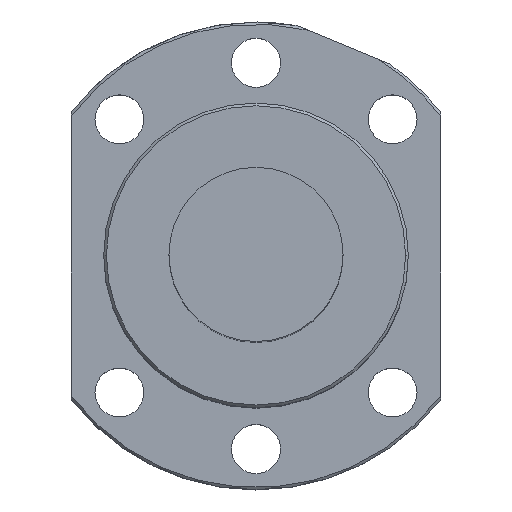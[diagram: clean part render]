
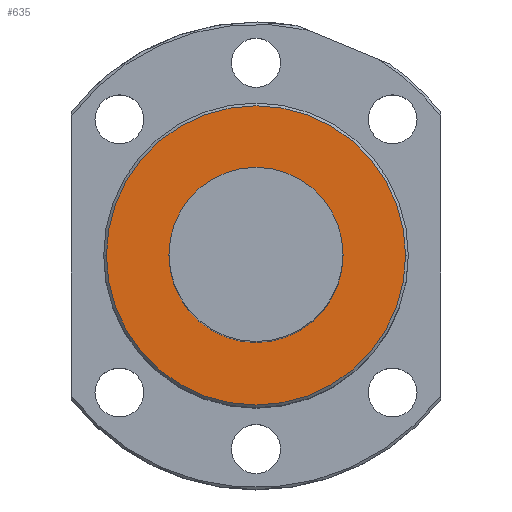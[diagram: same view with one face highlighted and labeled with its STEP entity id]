
A CAD part, top view. The second image highlights one B-rep face of the part: STEP entity #635.
In plain terms, the highlighted face is planar.
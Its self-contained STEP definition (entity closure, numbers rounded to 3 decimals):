
#11 = AXIS2_PLACEMENT_3D ( 'NONE', #723, #722, #714 ) ;
#47 = EDGE_CURVE ( 'NONE', #89, #1453, #1691, .T. ) ;
#89 = VERTEX_POINT ( 'NONE', #1489 ) ;
#108 = FACE_BOUND ( 'NONE', #1897, .T. ) ;
#200 = DIRECTION ( 'NONE',  ( 1., 0., 0. ) ) ;
#201 = ORIENTED_EDGE ( 'NONE', *, *, #47, .F. ) ;
#203 = ORIENTED_EDGE ( 'NONE', *, *, #900, .F. ) ;
#208 = DIRECTION ( 'NONE',  ( 0., 0., -1. ) ) ;
#210 = CARTESIAN_POINT ( 'NONE',  ( 0., 0., -83. ) ) ;
#259 = CIRCLE ( 'NONE', #447, 27.5 ) ;
#267 = CIRCLE ( 'NONE', #326, 16. ) ;
#326 = AXIS2_PLACEMENT_3D ( 'NONE', #210, #208, #200 ) ;
#349 = ORIENTED_EDGE ( 'NONE', *, *, #1226, .T. ) ;
#447 = AXIS2_PLACEMENT_3D ( 'NONE', #828, #826, #825 ) ;
#467 = ORIENTED_EDGE ( 'NONE', *, *, #568, .T. ) ;
#530 = AXIS2_PLACEMENT_3D ( 'NONE', #1545, #1543, #1542 ) ;
#568 = EDGE_CURVE ( 'NONE', #754, #1426, #259, .T. ) ;
#583 = CARTESIAN_POINT ( 'NONE',  ( -27.5, 0., -83. ) ) ;
#635 = ADVANCED_FACE ( 'NONE', ( #108, #1809 ), #728, .F. ) ;
#714 = DIRECTION ( 'NONE',  ( 1., 0., 0. ) ) ;
#722 = DIRECTION ( 'NONE',  ( 0., 0., 1. ) ) ;
#723 = CARTESIAN_POINT ( 'NONE',  ( -27.83, -27.83, -83. ) ) ;
#728 = PLANE ( 'NONE',  #11 ) ;
#754 = VERTEX_POINT ( 'NONE', #583 ) ;
#825 = DIRECTION ( 'NONE',  ( 1., 0., 0. ) ) ;
#826 = DIRECTION ( 'NONE',  ( 0., 0., -1. ) ) ;
#828 = CARTESIAN_POINT ( 'NONE',  ( 0., 0., -83. ) ) ;
#900 = EDGE_CURVE ( 'NONE', #1453, #89, #267, .T. ) ;
#1169 = CARTESIAN_POINT ( 'NONE',  ( 27.5, 0., -83. ) ) ;
#1226 = EDGE_CURVE ( 'NONE', #1426, #754, #1707, .T. ) ;
#1426 = VERTEX_POINT ( 'NONE', #1169 ) ;
#1453 = VERTEX_POINT ( 'NONE', #1587 ) ;
#1489 = CARTESIAN_POINT ( 'NONE',  ( 16., 0., -83. ) ) ;
#1542 = DIRECTION ( 'NONE',  ( 1., 0., 0. ) ) ;
#1543 = DIRECTION ( 'NONE',  ( 0., 0., -1. ) ) ;
#1545 = CARTESIAN_POINT ( 'NONE',  ( 0., 0., -83. ) ) ;
#1587 = CARTESIAN_POINT ( 'NONE',  ( -16., 0., -83. ) ) ;
#1647 = CARTESIAN_POINT ( 'NONE',  ( 0., 0., -83. ) ) ;
#1691 = CIRCLE ( 'NONE', #530, 16. ) ;
#1707 = CIRCLE ( 'NONE', #1944, 27.5 ) ;
#1715 = DIRECTION ( 'NONE',  ( 0., 0., -1. ) ) ;
#1803 = DIRECTION ( 'NONE',  ( 1., 0., 0. ) ) ;
#1809 = FACE_OUTER_BOUND ( 'NONE', #1881, .T. ) ;
#1881 = EDGE_LOOP ( 'NONE', ( #349, #467 ) ) ;
#1897 = EDGE_LOOP ( 'NONE', ( #201, #203 ) ) ;
#1944 = AXIS2_PLACEMENT_3D ( 'NONE', #1647, #1715, #1803 ) ;
